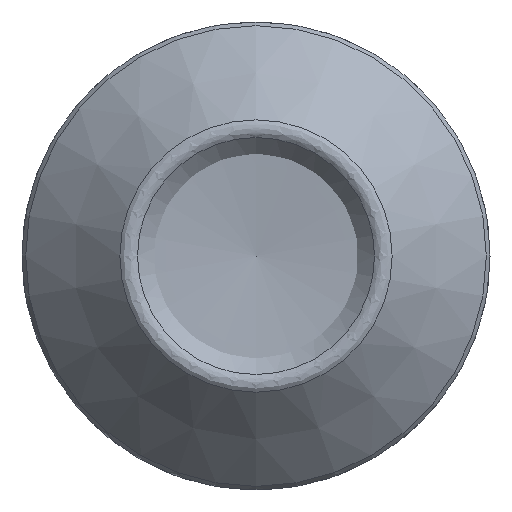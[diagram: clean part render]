
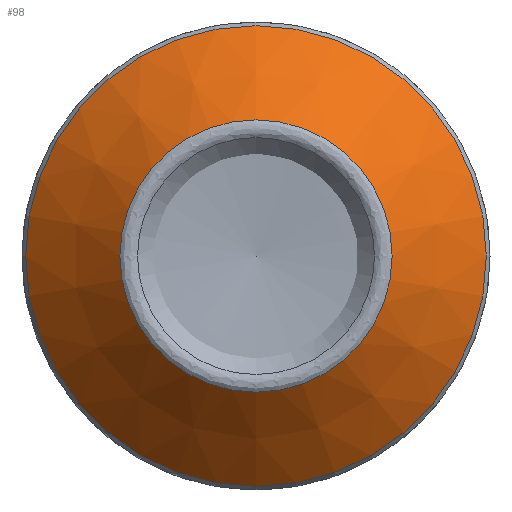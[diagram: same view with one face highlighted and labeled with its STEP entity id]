
A CAD part, left-side view. The second image highlights one B-rep face of the part: STEP entity #98.
In plain terms, the highlighted conical face has half-angle 45 degrees and reference radius 13.872 mm.
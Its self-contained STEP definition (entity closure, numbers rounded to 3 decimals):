
#85=CONICAL_SURFACE('',#361,13.872,45.);
#98=ADVANCED_FACE('',(#146,#147),#85,.T.);
#146=FACE_BOUND('',#189,.T.);
#147=FACE_BOUND('',#190,.T.);
#189=EDGE_LOOP('',(#235));
#190=EDGE_LOOP('',(#236));
#235=ORIENTED_EDGE('',*,*,#302,.F.);
#236=ORIENTED_EDGE('',*,*,#308,.T.);
#276=VERTEX_POINT('',#494);
#282=VERTEX_POINT('',#560);
#302=EDGE_CURVE('',#276,#276,#329,.T.);
#308=EDGE_CURVE('',#282,#282,#335,.T.);
#329=CIRCLE('',#351,8.2);
#335=CIRCLE('',#360,13.872);
#351=AXIS2_PLACEMENT_3D('',#493,#396,#397);
#360=AXIS2_PLACEMENT_3D('',#559,#417,#418);
#361=AXIS2_PLACEMENT_3D('',#578,#420,#421);
#396=DIRECTION('',(-1.,0.,0.));
#397=DIRECTION('',(0.,0.,1.));
#417=DIRECTION('',(-1.,0.,0.));
#418=DIRECTION('',(0.,0.,1.));
#420=DIRECTION('',(1.,0.,0.));
#421=DIRECTION('',(0.,0.,-1.));
#493=CARTESIAN_POINT('',(0.2,0.,0.));
#494=CARTESIAN_POINT('',(0.2,0.,8.2));
#559=CARTESIAN_POINT('',(5.872,0.,0.));
#560=CARTESIAN_POINT('',(5.872,0.,13.872));
#578=CARTESIAN_POINT('',(5.872,0.,0.));
